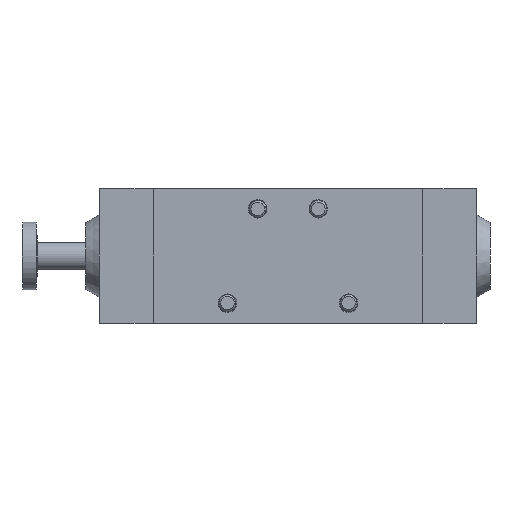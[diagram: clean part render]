
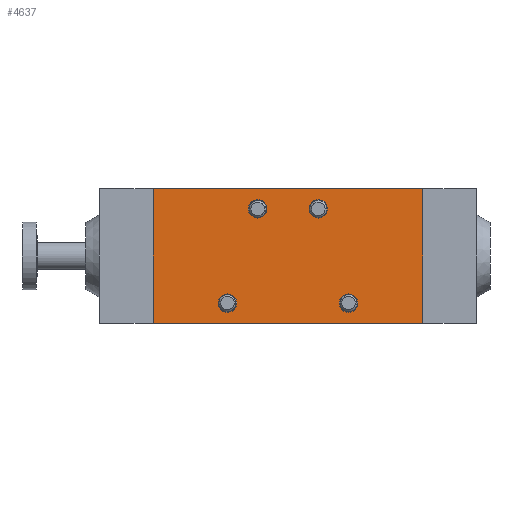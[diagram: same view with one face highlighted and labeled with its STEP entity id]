
A CAD part, front view. The second image highlights one B-rep face of the part: STEP entity #4637.
In plain terms, the highlighted planar face has unit normal (0, -1, 0).
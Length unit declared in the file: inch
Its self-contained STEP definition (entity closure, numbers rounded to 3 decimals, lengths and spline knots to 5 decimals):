
#15 = DIRECTION ( 'NONE',  ( 0., 0., -1. ) ) ;
#71 = CIRCLE ( 'NONE', #6898, 0.10827 ) ;
#151 = FACE_BOUND ( 'NONE', #24835, .T. ) ;
#171 = CARTESIAN_POINT ( 'NONE',  ( 0.35433, 0., 0.55118 ) ) ;
#603 = CARTESIAN_POINT ( 'NONE',  ( -1.5748, 0., 0.7874 ) ) ;
#976 = AXIS2_PLACEMENT_3D ( 'NONE', #171, #16354, #4426 ) ;
#1147 = AXIS2_PLACEMENT_3D ( 'NONE', #19952, #24238, #10187 ) ;
#1343 = CARTESIAN_POINT ( 'NONE',  ( 0.70866, 0., -0.55118 ) ) ;
#1466 = EDGE_CURVE ( 'NONE', #6895, #8079, #11371, .T. ) ;
#1560 = ORIENTED_EDGE ( 'NONE', *, *, #14034, .T. ) ;
#1782 = DIRECTION ( 'NONE',  ( 0., 0., -1. ) ) ;
#2091 = EDGE_CURVE ( 'NONE', #5778, #7422, #25350, .T. ) ;
#3072 = CIRCLE ( 'NONE', #5219, 0.10827 ) ;
#3187 = DIRECTION ( 'NONE',  ( 0., 1., 0. ) ) ;
#3387 = EDGE_CURVE ( 'NONE', #23699, #15845, #18928, .T. ) ;
#4140 = FACE_BOUND ( 'NONE', #25961, .T. ) ;
#4194 = DIRECTION ( 'NONE',  ( 0., 0., -1. ) ) ;
#4273 = DIRECTION ( 'NONE',  ( 0., 0., -1. ) ) ;
#4426 = DIRECTION ( 'NONE',  ( 0., 0., -1. ) ) ;
#4531 = FACE_BOUND ( 'NONE', #21403, .T. ) ;
#4637 = ADVANCED_FACE ( 'NONE', ( #4140, #151, #14727, #4531, #14325 ), #8826, .F. ) ;
#5110 = CARTESIAN_POINT ( 'NONE',  ( 0.70866, 0., -0.65945 ) ) ;
#5219 = AXIS2_PLACEMENT_3D ( 'NONE', #1343, #25963, #23687 ) ;
#5778 = VERTEX_POINT ( 'NONE', #8182 ) ;
#6022 = AXIS2_PLACEMENT_3D ( 'NONE', #18129, #20393, #4194 ) ;
#6330 = EDGE_CURVE ( 'NONE', #16004, #20778, #24827, .T. ) ;
#6515 = DIRECTION ( 'NONE',  ( 0., 1., 0. ) ) ;
#6895 = VERTEX_POINT ( 'NONE', #20766 ) ;
#6898 = AXIS2_PLACEMENT_3D ( 'NONE', #23947, #3187, #19520 ) ;
#6903 = LINE ( 'NONE', #7035, #11174 ) ;
#7035 = CARTESIAN_POINT ( 'NONE',  ( 1.5748, 0., -0.7874 ) ) ;
#7105 = CIRCLE ( 'NONE', #1147, 0.10827 ) ;
#7336 = EDGE_LOOP ( 'NONE', ( #8728, #23278 ) ) ;
#7422 = VERTEX_POINT ( 'NONE', #22619 ) ;
#8079 = VERTEX_POINT ( 'NONE', #11891 ) ;
#8182 = CARTESIAN_POINT ( 'NONE',  ( -1.5748, 0., 0.7874 ) ) ;
#8352 = VERTEX_POINT ( 'NONE', #9054 ) ;
#8412 = CARTESIAN_POINT ( 'NONE',  ( -1.5748, 0., -0.7874 ) ) ;
#8728 = ORIENTED_EDGE ( 'NONE', *, *, #24684, .T. ) ;
#8826 = PLANE ( 'NONE',  #22649 ) ;
#9054 = CARTESIAN_POINT ( 'NONE',  ( -0.70866, 0., -0.65945 ) ) ;
#10187 = DIRECTION ( 'NONE',  ( 0., 0., -1. ) ) ;
#10278 = CARTESIAN_POINT ( 'NONE',  ( -0.35433, 0., 0.55118 ) ) ;
#10894 = CIRCLE ( 'NONE', #19005, 0.10827 ) ;
#11174 = VECTOR ( 'NONE', #19199, 39.37008 ) ;
#11371 = CIRCLE ( 'NONE', #11799, 0.10827 ) ;
#11424 = DIRECTION ( 'NONE',  ( 1., 0., 0. ) ) ;
#11799 = AXIS2_PLACEMENT_3D ( 'NONE', #10278, #6515, #20699 ) ;
#11891 = CARTESIAN_POINT ( 'NONE',  ( -0.35433, 0., 0.65945 ) ) ;
#11911 = DIRECTION ( 'NONE',  ( 0., 1., 0. ) ) ;
#11938 = ORIENTED_EDGE ( 'NONE', *, *, #2091, .F. ) ;
#12043 = ORIENTED_EDGE ( 'NONE', *, *, #22031, .F. ) ;
#12315 = VECTOR ( 'NONE', #11424, 39.37008 ) ;
#13028 = DIRECTION ( 'NONE',  ( 1., 0., 0. ) ) ;
#13053 = CARTESIAN_POINT ( 'NONE',  ( 0.35433, 0., 0.65945 ) ) ;
#13360 = CIRCLE ( 'NONE', #976, 0.10827 ) ;
#13488 = ORIENTED_EDGE ( 'NONE', *, *, #23298, .T. ) ;
#13751 = CARTESIAN_POINT ( 'NONE',  ( 0.35433, 0., 0.44291 ) ) ;
#13766 = EDGE_CURVE ( 'NONE', #19892, #8352, #71, .T. ) ;
#14034 = EDGE_CURVE ( 'NONE', #15845, #7422, #6903, .T. ) ;
#14143 = CARTESIAN_POINT ( 'NONE',  ( 1.5748, 0., -0.7874 ) ) ;
#14238 = ORIENTED_EDGE ( 'NONE', *, *, #15154, .T. ) ;
#14325 = FACE_OUTER_BOUND ( 'NONE', #25914, .T. ) ;
#14440 = LINE ( 'NONE', #8412, #18513 ) ;
#14727 = FACE_BOUND ( 'NONE', #7336, .T. ) ;
#14951 = EDGE_CURVE ( 'NONE', #21904, #17764, #3072, .T. ) ;
#15154 = EDGE_CURVE ( 'NONE', #8079, #6895, #24911, .T. ) ;
#15845 = VERTEX_POINT ( 'NONE', #14143 ) ;
#15964 = CARTESIAN_POINT ( 'NONE',  ( 0.70866, 0., -0.55118 ) ) ;
#16004 = VERTEX_POINT ( 'NONE', #13053 ) ;
#16303 = EDGE_CURVE ( 'NONE', #20778, #16004, #13360, .T. ) ;
#16354 = DIRECTION ( 'NONE',  ( 0., 1., 0. ) ) ;
#16791 = AXIS2_PLACEMENT_3D ( 'NONE', #22612, #11911, #15 ) ;
#17708 = CARTESIAN_POINT ( 'NONE',  ( -1.5748, 0., -0.7874 ) ) ;
#17764 = VERTEX_POINT ( 'NONE', #5110 ) ;
#17952 = ORIENTED_EDGE ( 'NONE', *, *, #3387, .T. ) ;
#18083 = ORIENTED_EDGE ( 'NONE', *, *, #16303, .T. ) ;
#18129 = CARTESIAN_POINT ( 'NONE',  ( 0.35433, 0., 0.55118 ) ) ;
#18184 = DIRECTION ( 'NONE',  ( 0., 0., 1. ) ) ;
#18513 = VECTOR ( 'NONE', #18184, 39.37008 ) ;
#18553 = ORIENTED_EDGE ( 'NONE', *, *, #14951, .T. ) ;
#18928 = LINE ( 'NONE', #17708, #12315 ) ;
#19005 = AXIS2_PLACEMENT_3D ( 'NONE', #15964, #26406, #1782 ) ;
#19199 = DIRECTION ( 'NONE',  ( 0., 0., 1. ) ) ;
#19520 = DIRECTION ( 'NONE',  ( 0., 0., -1. ) ) ;
#19892 = VERTEX_POINT ( 'NONE', #24590 ) ;
#19952 = CARTESIAN_POINT ( 'NONE',  ( -0.70866, 0., -0.55118 ) ) ;
#20393 = DIRECTION ( 'NONE',  ( 0., 1., 0. ) ) ;
#20699 = DIRECTION ( 'NONE',  ( 0., 0., -1. ) ) ;
#20766 = CARTESIAN_POINT ( 'NONE',  ( -0.35433, 0., 0.44291 ) ) ;
#20778 = VERTEX_POINT ( 'NONE', #13751 ) ;
#21403 = EDGE_LOOP ( 'NONE', ( #13488, #18553 ) ) ;
#21662 = VECTOR ( 'NONE', #13028, 39.37008 ) ;
#21904 = VERTEX_POINT ( 'NONE', #24079 ) ;
#22031 = EDGE_CURVE ( 'NONE', #23699, #5778, #14440, .T. ) ;
#22272 = ORIENTED_EDGE ( 'NONE', *, *, #1466, .T. ) ;
#22492 = DIRECTION ( 'NONE',  ( 0., 1., 0. ) ) ;
#22612 = CARTESIAN_POINT ( 'NONE',  ( -0.35433, 0., 0.55118 ) ) ;
#22619 = CARTESIAN_POINT ( 'NONE',  ( 1.5748, 0., 0.7874 ) ) ;
#22649 = AXIS2_PLACEMENT_3D ( 'NONE', #22882, #22492, #4273 ) ;
#22882 = CARTESIAN_POINT ( 'NONE',  ( -1.5748, 0., -0.7874 ) ) ;
#23278 = ORIENTED_EDGE ( 'NONE', *, *, #13766, .T. ) ;
#23298 = EDGE_CURVE ( 'NONE', #17764, #21904, #10894, .T. ) ;
#23687 = DIRECTION ( 'NONE',  ( 0., 0., -1. ) ) ;
#23699 = VERTEX_POINT ( 'NONE', #26245 ) ;
#23947 = CARTESIAN_POINT ( 'NONE',  ( -0.70866, 0., -0.55118 ) ) ;
#24079 = CARTESIAN_POINT ( 'NONE',  ( 0.70866, 0., -0.44291 ) ) ;
#24238 = DIRECTION ( 'NONE',  ( 0., 1., 0. ) ) ;
#24590 = CARTESIAN_POINT ( 'NONE',  ( -0.70866, 0., -0.44291 ) ) ;
#24684 = EDGE_CURVE ( 'NONE', #8352, #19892, #7105, .T. ) ;
#24827 = CIRCLE ( 'NONE', #6022, 0.10827 ) ;
#24835 = EDGE_LOOP ( 'NONE', ( #18083, #25695 ) ) ;
#24911 = CIRCLE ( 'NONE', #16791, 0.10827 ) ;
#25350 = LINE ( 'NONE', #603, #21662 ) ;
#25695 = ORIENTED_EDGE ( 'NONE', *, *, #6330, .T. ) ;
#25914 = EDGE_LOOP ( 'NONE', ( #1560, #11938, #12043, #17952 ) ) ;
#25961 = EDGE_LOOP ( 'NONE', ( #22272, #14238 ) ) ;
#25963 = DIRECTION ( 'NONE',  ( 0., 1., 0. ) ) ;
#26245 = CARTESIAN_POINT ( 'NONE',  ( -1.5748, 0., -0.7874 ) ) ;
#26406 = DIRECTION ( 'NONE',  ( 0., 1., 0. ) ) ;
